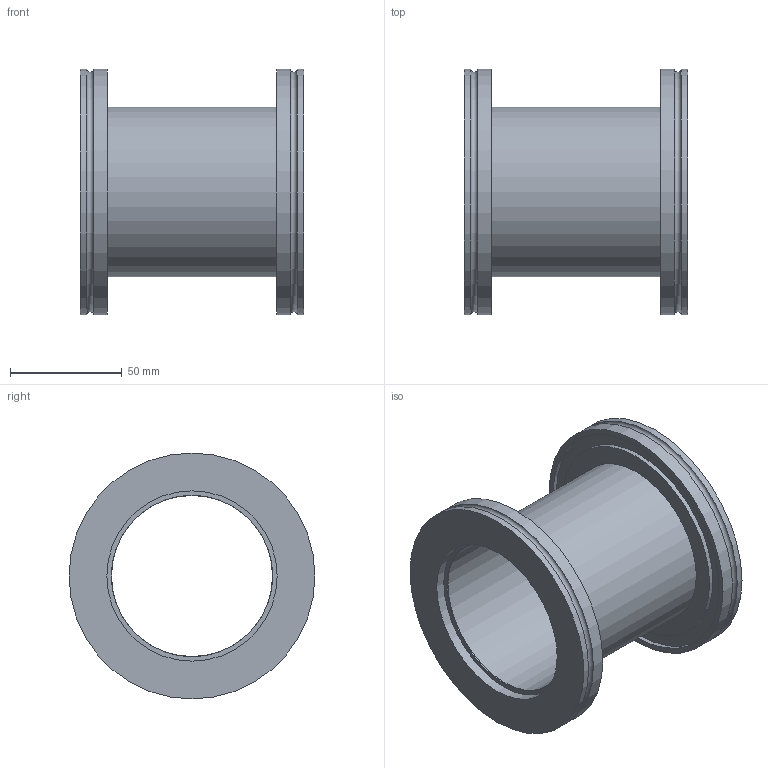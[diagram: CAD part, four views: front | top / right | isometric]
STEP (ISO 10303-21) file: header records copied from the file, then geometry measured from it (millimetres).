
FILE_DESCRIPTION (( 'STEP AP214' ), '1' );
FILE_NAME ('P1ISOK80100.STEP', '2025-12-03T15:45:04', ( '' ), ( '' ), 'SwSTEP 2.0', 'SolidWorks 2017', '' );
FILE_SCHEMA (( 'AUTOMOTIVE_DESIGN' ));
Length unit declared in the file: millimetre
Products named in the file (3): BS1ISOK80FULLVAC_DNS76; TUBEDNSTANDARDFULLVAC_DN080-BTISOK; P1ISOK80100
Assembly tree (3 placements, depth 2):
  P1ISOK80100
    TUBEDNSTANDARDFULLVAC_DN080-BTISOK
    BS1ISOK80FULLVAC_DNS76  x2
Bounding box: 100 x 110 x 110 mm (x, y, z)
Volume: 150690.9 mm3; surface area: 82178.7 mm2
Topology: 3 solids, 3 shells, 32 faces, 50 edges, 32 vertices
Faces by surface type: cylinder 16, plane 14, torus 2
Full cylindrical faces by diameter (mm): 72 x1, 72.2 x2, 76 x1, 76.2 x4, 93 x2, 105 x2, 110 x4
Entity records: 490 total; most frequent: DIRECTION 84, CARTESIAN_POINT 60, AXIS2_PLACEMENT_3D 42, EDGE_LOOP 36, ORIENTED_EDGE 36, FACE_OUTER_BOUND 28, CIRCLE 18, EDGE_CURVE 18
